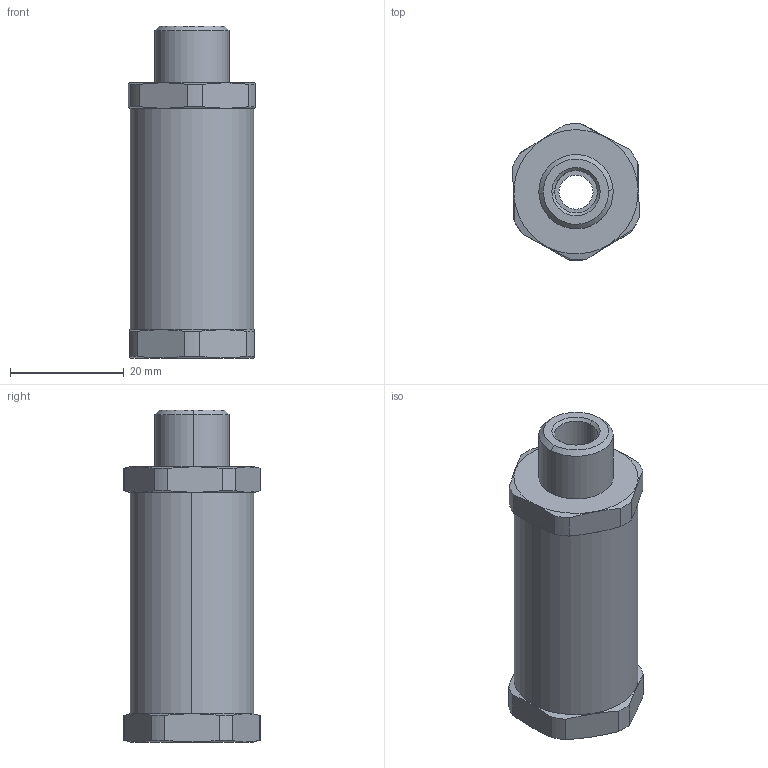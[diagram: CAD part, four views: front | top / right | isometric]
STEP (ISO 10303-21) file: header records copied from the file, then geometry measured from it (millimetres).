
FILE_DESCRIPTION (( 'STEP AP214' ), '1' );
FILE_NAME ('1704848 Hoseguard 1-4 (Webzeichnung).STEP', '2014-11-25T14:43:18', ( 'W8' ), ( '' ), 'SwSTEP 2.0', 'SolidWorks 2014', '' );
FILE_SCHEMA (( 'AUTOMOTIVE_DESIGN' ));
Length unit declared in the file: millimetre
Products named in the file (3): 1710971 HOSEGUARD NIPPEL BLAU 281 A 608 1-4_01; 1710969 HOSEGUARD GEHÄUSE BLAU 281 A 604 1-4_01; 1704848 Hoseguard 1-4 (Webzeichnung)
Assembly tree (2 placements, depth 2):
  1704848 Hoseguard 1-4 (Webzeichnung)
    1710969 HOSEGUARD GEHÄUSE BLAU 281 A 604 1-4_01
    1710971 HOSEGUARD NIPPEL BLAU 281 A 608 1-4_01
Bounding box: 22.43 x 24 x 58.5 mm (x, y, z)
Volume: 13732.6 mm3; surface area: 8077 mm2
Topology: 2 solids, 2 shells, 78 faces, 184 edges, 114 vertices
Faces by surface type: cylinder 32, cone 26, plane 20
Entity records: 2908 total; most frequent: CARTESIAN_POINT 509, DIRECTION 400, ORIENTED_EDGE 368, EDGE_CURVE 184, AXIS2_PLACEMENT_3D 165, VERTEX_POINT 114, EDGE_LOOP 86, CIRCLE 82
